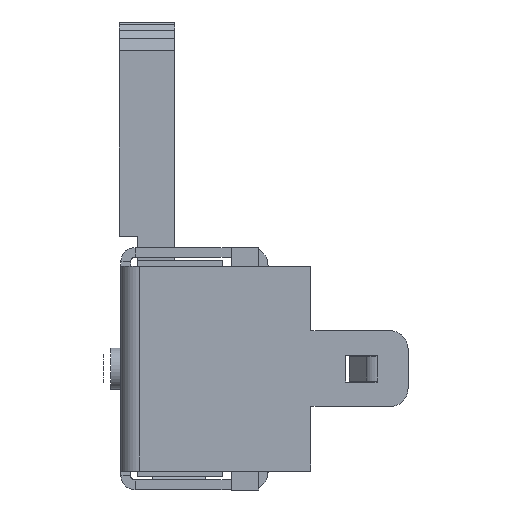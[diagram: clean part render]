
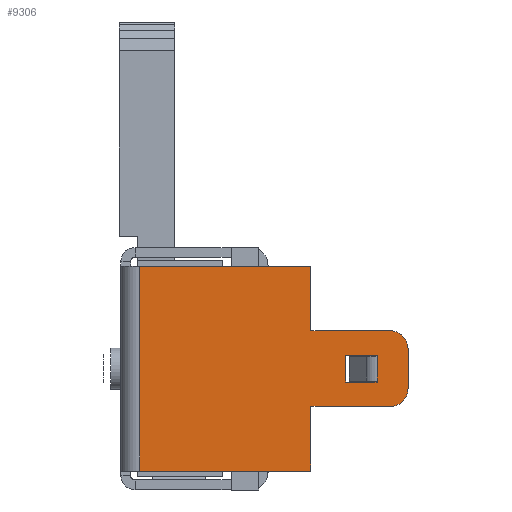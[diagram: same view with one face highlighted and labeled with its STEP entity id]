
A CAD part, left-side view. The second image highlights one B-rep face of the part: STEP entity #9306.
In plain terms, the highlighted planar face has unit normal (-1, 0, 0).
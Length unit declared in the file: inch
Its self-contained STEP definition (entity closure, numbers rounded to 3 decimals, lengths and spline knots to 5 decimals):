
#53=FACE_BOUND('',#3391,.T.);
#1019=LINE('',#16208,#2050);
#1020=LINE('',#16210,#2051);
#1021=LINE('',#16212,#2052);
#1022=LINE('',#16214,#2053);
#1023=LINE('',#16216,#2054);
#1024=LINE('',#16218,#2055);
#1025=LINE('',#16220,#2056);
#1026=LINE('',#16223,#2057);
#1027=LINE('',#16225,#2058);
#1028=LINE('',#16227,#2059);
#1029=LINE('',#16229,#2060);
#1030=LINE('',#16231,#2061);
#1031=LINE('',#16233,#2062);
#1032=LINE('',#16234,#2063);
#2050=VECTOR('',#11943,0.3937);
#2051=VECTOR('',#11944,0.3937);
#2052=VECTOR('',#11945,0.3937);
#2053=VECTOR('',#11946,0.3937);
#2054=VECTOR('',#11947,0.3937);
#2055=VECTOR('',#11948,0.3937);
#2056=VECTOR('',#11949,0.3937);
#2057=VECTOR('',#11952,0.3937);
#2058=VECTOR('',#11953,0.3937);
#2059=VECTOR('',#11954,0.3937);
#2060=VECTOR('',#11955,0.3937);
#2061=VECTOR('',#11956,0.3937);
#2062=VECTOR('',#11957,0.3937);
#2063=VECTOR('',#11958,0.3937);
#2513=PLANE('',#9952);
#2915=FACE_OUTER_BOUND('',#3390,.T.);
#3390=EDGE_LOOP('',(#7784,#7785,#7786,#7787,#7788,#7789,#7790,#7791,#7792,
#7793));
#3391=EDGE_LOOP('',(#7794,#7795,#7796,#7797,#7798,#7799));
#3686=CIRCLE('',#9953,0.04);
#3687=CIRCLE('',#9954,0.04);
#4440=VERTEX_POINT('',#16158);
#4459=VERTEX_POINT('',#16204);
#4460=VERTEX_POINT('',#16205);
#4461=VERTEX_POINT('',#16207);
#4462=VERTEX_POINT('',#16209);
#4463=VERTEX_POINT('',#16211);
#4464=VERTEX_POINT('',#16213);
#4465=VERTEX_POINT('',#16215);
#4466=VERTEX_POINT('',#16217);
#4467=VERTEX_POINT('',#16219);
#4468=VERTEX_POINT('',#16221);
#4469=VERTEX_POINT('',#16224);
#4470=VERTEX_POINT('',#16226);
#4471=VERTEX_POINT('',#16228);
#4472=VERTEX_POINT('',#16230);
#4473=VERTEX_POINT('',#16232);
#5626=EDGE_CURVE('',#4459,#4460,#3686,.T.);
#5627=EDGE_CURVE('',#4461,#4459,#1019,.T.);
#5628=EDGE_CURVE('',#4461,#4462,#1020,.T.);
#5629=EDGE_CURVE('',#4462,#4463,#1021,.T.);
#5630=EDGE_CURVE('',#4464,#4463,#1022,.T.);
#5631=EDGE_CURVE('',#4464,#4465,#1023,.T.);
#5632=EDGE_CURVE('',#4465,#4466,#1024,.T.);
#5633=EDGE_CURVE('',#4466,#4467,#1025,.T.);
#5634=EDGE_CURVE('',#4468,#4467,#3687,.T.);
#5635=EDGE_CURVE('',#4468,#4460,#1026,.T.);
#5636=EDGE_CURVE('',#4440,#4469,#1027,.T.);
#5637=EDGE_CURVE('',#4440,#4470,#1028,.T.);
#5638=EDGE_CURVE('',#4470,#4471,#1029,.T.);
#5639=EDGE_CURVE('',#4471,#4472,#1030,.T.);
#5640=EDGE_CURVE('',#4472,#4473,#1031,.T.);
#5641=EDGE_CURVE('',#4473,#4469,#1032,.T.);
#7784=ORIENTED_EDGE('',*,*,#5626,.F.);
#7785=ORIENTED_EDGE('',*,*,#5627,.F.);
#7786=ORIENTED_EDGE('',*,*,#5628,.T.);
#7787=ORIENTED_EDGE('',*,*,#5629,.T.);
#7788=ORIENTED_EDGE('',*,*,#5630,.F.);
#7789=ORIENTED_EDGE('',*,*,#5631,.T.);
#7790=ORIENTED_EDGE('',*,*,#5632,.T.);
#7791=ORIENTED_EDGE('',*,*,#5633,.T.);
#7792=ORIENTED_EDGE('',*,*,#5634,.F.);
#7793=ORIENTED_EDGE('',*,*,#5635,.T.);
#7794=ORIENTED_EDGE('',*,*,#5636,.F.);
#7795=ORIENTED_EDGE('',*,*,#5637,.T.);
#7796=ORIENTED_EDGE('',*,*,#5638,.T.);
#7797=ORIENTED_EDGE('',*,*,#5639,.T.);
#7798=ORIENTED_EDGE('',*,*,#5640,.T.);
#7799=ORIENTED_EDGE('',*,*,#5641,.T.);
#9306=ADVANCED_FACE('',(#2915,#53),#2513,.T.);
#9952=AXIS2_PLACEMENT_3D('',#16203,#11939,#11940);
#9953=AXIS2_PLACEMENT_3D('',#16206,#11941,#11942);
#9954=AXIS2_PLACEMENT_3D('',#16222,#11950,#11951);
#11939=DIRECTION('center_axis',(-1.,0.,0.));
#11940=DIRECTION('ref_axis',(0.,-1.,0.));
#11941=DIRECTION('center_axis',(1.,0.,0.));
#11942=DIRECTION('ref_axis',(0.,-0.707,0.707));
#11943=DIRECTION('',(0.,-1.,0.));
#11944=DIRECTION('',(0.,0.,1.));
#11945=DIRECTION('',(0.,1.,0.));
#11946=DIRECTION('',(0.,0.,1.));
#11947=DIRECTION('',(0.,-1.,0.));
#11948=DIRECTION('',(0.,0.,1.));
#11949=DIRECTION('',(0.,-1.,0.));
#11950=DIRECTION('center_axis',(1.,0.,0.));
#11951=DIRECTION('ref_axis',(0.,-0.707,-0.707));
#11952=DIRECTION('',(0.,0.,1.));
#11953=DIRECTION('',(0.,0.,1.));
#11954=DIRECTION('',(0.,0.,-1.));
#11955=DIRECTION('',(0.,1.,0.));
#11956=DIRECTION('',(0.,0.,1.));
#11957=DIRECTION('',(0.,-1.,0.));
#11958=DIRECTION('',(0.,0.,-1.));
#16158=CARTESIAN_POINT('',(-0.012,-0.19031,-0.325));
#16203=CARTESIAN_POINT('Origin',(-0.012,0.374,
-0.297));
#16204=CARTESIAN_POINT('',(-0.012,-0.22,-0.212));
#16205=CARTESIAN_POINT('',(-0.012,-0.26,-0.252));
#16206=CARTESIAN_POINT('Origin',(-0.012,-0.22,
-0.252));
#16207=CARTESIAN_POINT('',(-0.012,-0.042,-0.212));
#16208=CARTESIAN_POINT('',(-0.012,-0.042,-0.212));
#16209=CARTESIAN_POINT('',(-0.012,-0.042,-0.067));
#16210=CARTESIAN_POINT('',(-0.012,-0.042,-0.067));
#16211=CARTESIAN_POINT('',(-0.012,0.343,-0.067));
#16212=CARTESIAN_POINT('',(-0.012,0.3795,-0.067));
#16213=CARTESIAN_POINT('',(-0.012,0.343,-0.527));
#16214=CARTESIAN_POINT('',(-0.012,0.343,-0.297));
#16215=CARTESIAN_POINT('',(-0.012,-0.042,-0.527));
#16216=CARTESIAN_POINT('',(-0.012,0.3795,-0.527));
#16217=CARTESIAN_POINT('',(-0.012,-0.042,-0.382));
#16218=CARTESIAN_POINT('',(-0.012,-0.042,-0.067));
#16219=CARTESIAN_POINT('',(-0.012,-0.22,-0.382));
#16220=CARTESIAN_POINT('',(-0.012,-0.042,-0.382));
#16221=CARTESIAN_POINT('',(-0.012,-0.26,-0.342));
#16222=CARTESIAN_POINT('Origin',(-0.012,-0.22,
-0.342));
#16223=CARTESIAN_POINT('',(-0.012,-0.26,-0.212));
#16224=CARTESIAN_POINT('',(-0.012,-0.19031,-0.269));
#16225=CARTESIAN_POINT('',(-0.012,-0.19031,-0.161));
#16226=CARTESIAN_POINT('',(-0.012,-0.19031,-0.327));
#16227=CARTESIAN_POINT('',(-0.012,-0.19031,-0.312));
#16228=CARTESIAN_POINT('',(-0.012,-0.12,-0.327));
#16229=CARTESIAN_POINT('',(-0.012,0.127,-0.327));
#16230=CARTESIAN_POINT('',(-0.012,-0.12,-0.267));
#16231=CARTESIAN_POINT('',(-0.012,-0.12,-0.282));
#16232=CARTESIAN_POINT('',(-0.012,-0.19031,-0.267));
#16233=CARTESIAN_POINT('',(-0.012,0.09185,-0.267));
#16234=CARTESIAN_POINT('',(-0.012,-0.19031,-0.283));
